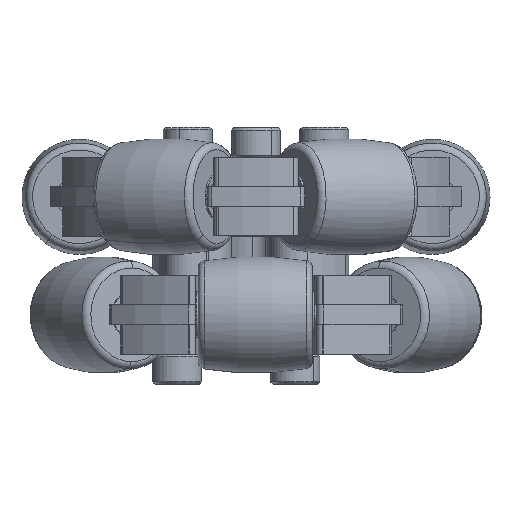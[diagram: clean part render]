
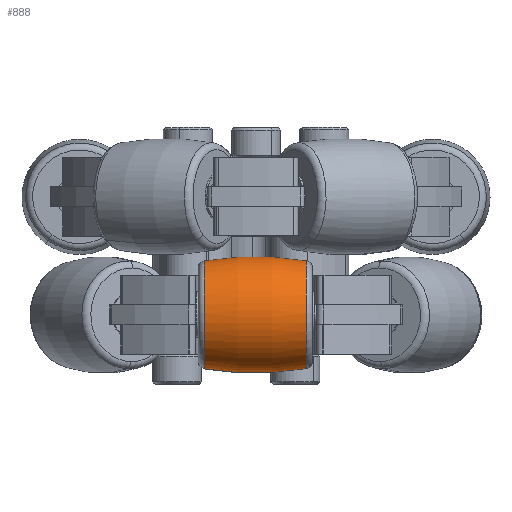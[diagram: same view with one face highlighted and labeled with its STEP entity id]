
A CAD part, top view. The second image highlights one B-rep face of the part: STEP entity #888.
In plain terms, the highlighted toroidal (fillet/blend) face has major radius 41.44 mm and minor radius 50.8 mm.
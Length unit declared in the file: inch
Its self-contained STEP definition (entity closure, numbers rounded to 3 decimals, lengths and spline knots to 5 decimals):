
#888 = ADVANCED_FACE ( 'NONE', ( #15567 ), #3795, .T. ) ;
#1171 = ORIENTED_EDGE ( 'NONE', *, *, #2296, .T. ) ;
#2177 = AXIS2_PLACEMENT_3D ( 'NONE', #17059, #5898, #11716 ) ;
#2296 = EDGE_CURVE ( 'NONE', #8212, #8430, #2923, .T. ) ;
#2848 = DIRECTION ( 'NONE',  ( 0., 0., -1. ) ) ;
#2890 = DIRECTION ( 'NONE',  ( 0., 0., 1. ) ) ;
#2923 = CIRCLE ( 'NONE', #3794, 2. ) ;
#3044 = CIRCLE ( 'NONE', #13320, 2. ) ;
#3061 = DIRECTION ( 'NONE',  ( 0., 0., 1. ) ) ;
#3560 = CARTESIAN_POINT ( 'NONE',  ( -0.32481, 0., 0.34195 ) ) ;
#3794 = AXIS2_PLACEMENT_3D ( 'NONE', #6933, #15475, #2890 ) ;
#3795 = TOROIDAL_SURFACE ( 'NONE', #7896, -1.6315, 2. ) ;
#5401 = CARTESIAN_POINT ( 'NONE',  ( 0.32481, 0., 0.34195 ) ) ;
#5898 = DIRECTION ( 'NONE',  ( -1., 0., 0. ) ) ;
#6933 = CARTESIAN_POINT ( 'NONE',  ( 0., 0., 1.6315 ) ) ;
#7464 = DIRECTION ( 'NONE',  ( -1., 0., 0. ) ) ;
#7554 = CARTESIAN_POINT ( 'NONE',  ( 0., 0., 0. ) ) ;
#7755 = AXIS2_PLACEMENT_3D ( 'NONE', #16771, #18161, #16677 ) ;
#7896 = AXIS2_PLACEMENT_3D ( 'NONE', #7554, #7464, #3061 ) ;
#8212 = VERTEX_POINT ( 'NONE', #10256 ) ;
#8430 = VERTEX_POINT ( 'NONE', #16327 ) ;
#8612 = ORIENTED_EDGE ( 'NONE', *, *, #15273, .F. ) ;
#8632 = CIRCLE ( 'NONE', #2177, 0.34195 ) ;
#9743 = CARTESIAN_POINT ( 'NONE',  ( 0., 0., -1.6315 ) ) ;
#10048 = ORIENTED_EDGE ( 'NONE', *, *, #17586, .T. ) ;
#10256 = CARTESIAN_POINT ( 'NONE',  ( 0.32481, 0., -0.34195 ) ) ;
#11716 = DIRECTION ( 'NONE',  ( 0., 0., 1. ) ) ;
#12802 = VERTEX_POINT ( 'NONE', #3560 ) ;
#13320 = AXIS2_PLACEMENT_3D ( 'NONE', #9743, #15348, #2848 ) ;
#14038 = EDGE_LOOP ( 'NONE', ( #16278, #1171, #10048, #8612 ) ) ;
#14226 = VERTEX_POINT ( 'NONE', #5401 ) ;
#15273 = EDGE_CURVE ( 'NONE', #14226, #12802, #3044, .T. ) ;
#15348 = DIRECTION ( 'NONE',  ( 0., -1., 0. ) ) ;
#15475 = DIRECTION ( 'NONE',  ( 0., 1., 0. ) ) ;
#15567 = FACE_OUTER_BOUND ( 'NONE', #14038, .T. ) ;
#16120 = EDGE_CURVE ( 'NONE', #14226, #8212, #8632, .T. ) ;
#16278 = ORIENTED_EDGE ( 'NONE', *, *, #16120, .T. ) ;
#16327 = CARTESIAN_POINT ( 'NONE',  ( -0.32481, 0., -0.34195 ) ) ;
#16571 = CIRCLE ( 'NONE', #7755, 0.34195 ) ;
#16677 = DIRECTION ( 'NONE',  ( 0., 0., -1. ) ) ;
#16771 = CARTESIAN_POINT ( 'NONE',  ( -0.32481, 0., 0. ) ) ;
#17059 = CARTESIAN_POINT ( 'NONE',  ( 0.32481, 0., 0. ) ) ;
#17586 = EDGE_CURVE ( 'NONE', #8430, #12802, #16571, .T. ) ;
#18161 = DIRECTION ( 'NONE',  ( 1., 0., 0. ) ) ;
